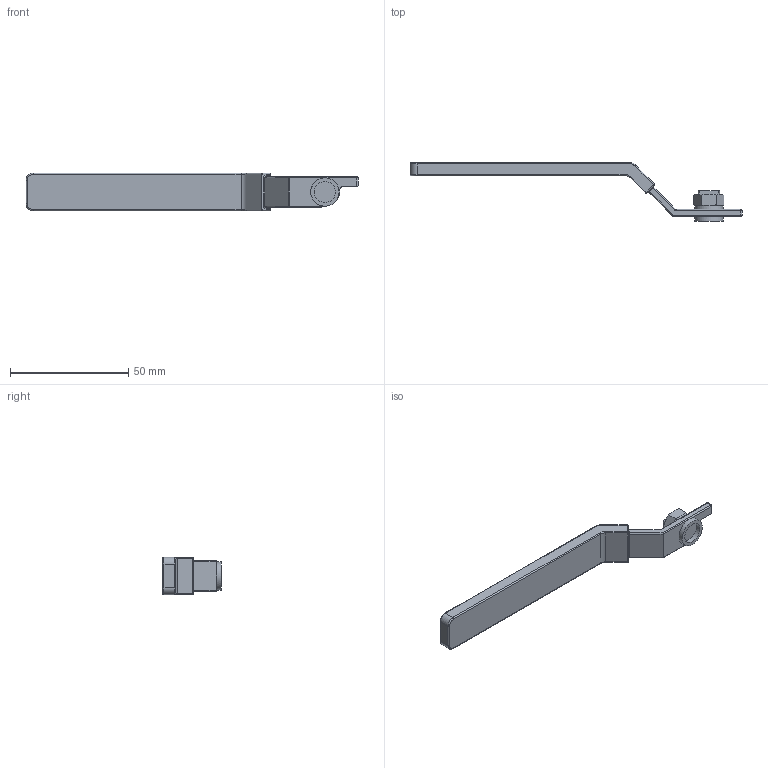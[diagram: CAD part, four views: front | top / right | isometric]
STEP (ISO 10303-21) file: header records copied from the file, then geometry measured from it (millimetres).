
FILE_DESCRIPTION(/* description */ (''),/* implementation_level */ '2;1');
FILE_NAME(/* name */ 'H1B-LEVER_HANDLE_ipt_15815105.STEP',/* time_stamp */ '2018-02-13T23:11:15-05:00',/* author */ ('trk49'),/* organization */ (''),/* preprocessor_version */ 'ST-DEVELOPER v16.13',/* originating_system */ 'Autodesk Inventor 2018',/* authorisation */ '');
FILE_SCHEMA (('AUTOMOTIVE_DESIGN { 1 0 10303 214 3 1 1 }'));
Length unit declared in the file: millimetre
Products named in the file (1): H1B-LEVER_HANDLE
Bounding box: 140.5 x 24.75 x 16 mm (x, y, z)
Volume: 11305.4 mm3; surface area: 6391.6 mm2
Topology: 1 solids, 1 shells, 118 faces, 260 edges, 148 vertices
Faces by surface type: cylinder 47, plane 37, torus 14, cone 12, sphere 8
Full cylindrical faces by diameter (mm): 9 x1, 12 x2
Entity records: 3190 total; most frequent: DIRECTION 591, CARTESIAN_POINT 580, ORIENTED_EDGE 510, EDGE_CURVE 255, AXIS2_PLACEMENT_3D 243, VERTEX_POINT 146, EDGE_LOOP 125, CIRCLE 120
